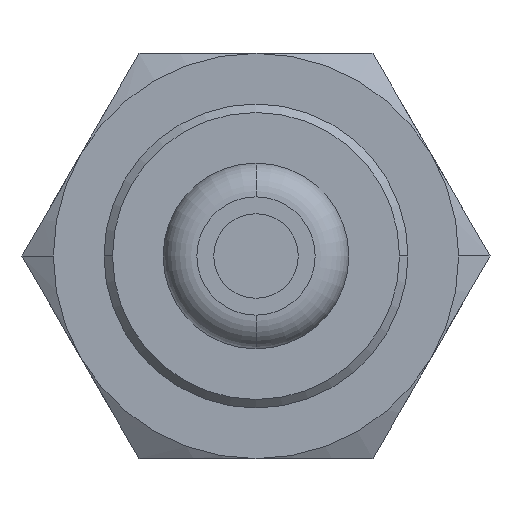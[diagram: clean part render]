
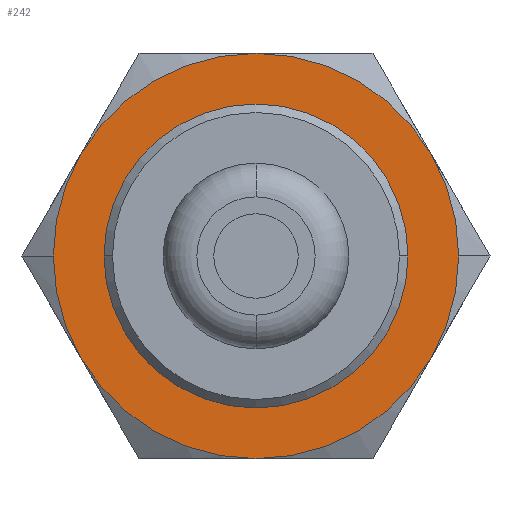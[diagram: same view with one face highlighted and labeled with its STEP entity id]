
A CAD part, front view. The second image highlights one B-rep face of the part: STEP entity #242.
In plain terms, the highlighted planar face has unit normal (0, -1, 0).
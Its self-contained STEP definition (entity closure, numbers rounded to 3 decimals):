
#242=ADVANCED_FACE('',(#428,#429),#430,.T.);
#428=FACE_OUTER_BOUND('',#653,.T.);
#429=FACE_BOUND('',#654,.T.);
#430=PLANE('',#655);
#653=EDGE_LOOP('',(#1259,#1260,#1261,#1262,#1263,#1264,#1265,#1266));
#654=EDGE_LOOP('',(#1267,#1268));
#655=AXIS2_PLACEMENT_3D('',#1269,#1270,#1271);
#1259=ORIENTED_EDGE('',*,*,#1698,.F.);
#1260=ORIENTED_EDGE('',*,*,#1684,.F.);
#1261=ORIENTED_EDGE('',*,*,#1687,.F.);
#1262=ORIENTED_EDGE('',*,*,#1689,.F.);
#1263=ORIENTED_EDGE('',*,*,#1682,.F.);
#1264=ORIENTED_EDGE('',*,*,#1693,.F.);
#1265=ORIENTED_EDGE('',*,*,#1696,.F.);
#1266=ORIENTED_EDGE('',*,*,#1678,.F.);
#1267=ORIENTED_EDGE('',*,*,#1718,.T.);
#1268=ORIENTED_EDGE('',*,*,#1662,.T.);
#1269=CARTESIAN_POINT('',(10.5,-15.0,0.0));
#1270=DIRECTION('',(0.0,-1.0,0.0));
#1271=DIRECTION('',(-1.0,0.0,0.0));
#1662=EDGE_CURVE('',#1985,#1982,#1986,.T.);
#1678=EDGE_CURVE('',#2012,#2015,#2016,.T.);
#1682=EDGE_CURVE('',#2021,#2019,#2023,.T.);
#1684=EDGE_CURVE('',#2025,#2027,#2028,.T.);
#1687=EDGE_CURVE('',#2031,#2025,#2033,.T.);
#1689=EDGE_CURVE('',#2019,#2031,#2035,.T.);
#1693=EDGE_CURVE('',#2039,#2021,#2041,.T.);
#1696=EDGE_CURVE('',#2015,#2039,#2045,.T.);
#1698=EDGE_CURVE('',#2027,#2012,#2047,.T.);
#1718=EDGE_CURVE('',#1982,#1985,#2075,.T.);
#1982=VERTEX_POINT('',#2437);
#1985=VERTEX_POINT('',#2441);
#1986=CIRCLE('',#2442,9.0);
#2012=VERTEX_POINT('',#2497);
#2015=VERTEX_POINT('',#2501);
#2016=CIRCLE('',#2502,12.0);
#2019=VERTEX_POINT('',#2516);
#2021=VERTEX_POINT('',#2519);
#2023=CIRCLE('',#2532,12.0);
#2025=VERTEX_POINT('',#2534);
#2027=VERTEX_POINT('',#2547);
#2028=CIRCLE('',#2548,12.0);
#2031=VERTEX_POINT('',#2562);
#2033=CIRCLE('',#2575,12.0);
#2035=CIRCLE('',#2588,12.0);
#2039=VERTEX_POINT('',#2614);
#2041=CIRCLE('',#2627,12.0);
#2045=CIRCLE('',#2653,12.0);
#2047=CIRCLE('',#2666,12.0);
#2075=CIRCLE('',#2804,9.0);
#2437=CARTESIAN_POINT('',(9.0,-15.0,0.0));
#2441=CARTESIAN_POINT('',(-9.0,-15.0,0.));
#2442=AXIS2_PLACEMENT_3D('',#3487,#3488,#3489);
#2497=CARTESIAN_POINT('',(12.0,-15.0,0.));
#2501=CARTESIAN_POINT('',(10.392,-15.0,-6.0));
#2502=AXIS2_PLACEMENT_3D('',#3513,#3514,#3515);
#2516=CARTESIAN_POINT('',(-12.0,-15.0,0.));
#2519=CARTESIAN_POINT('',(-10.392,-15.0,-6.0));
#2532=AXIS2_PLACEMENT_3D('',#3517,#3518,#3519);
#2534=CARTESIAN_POINT('',(0.,-15.0,12.0));
#2547=CARTESIAN_POINT('',(10.392,-15.0,6.0));
#2548=AXIS2_PLACEMENT_3D('',#3520,#3521,#3522);
#2562=CARTESIAN_POINT('',(-10.392,-15.0,6.0));
#2575=AXIS2_PLACEMENT_3D('',#3523,#3524,#3525);
#2588=AXIS2_PLACEMENT_3D('',#3526,#3527,#3528);
#2614=CARTESIAN_POINT('',(0.0,-15.0,-12.0));
#2627=AXIS2_PLACEMENT_3D('',#3529,#3530,#3531);
#2653=AXIS2_PLACEMENT_3D('',#3532,#3533,#3534);
#2666=AXIS2_PLACEMENT_3D('',#3535,#3536,#3537);
#2804=AXIS2_PLACEMENT_3D('',#3565,#3566,#3567);
#3487=CARTESIAN_POINT('',(0.0,-15.0,0.0));
#3488=DIRECTION('',(0.0,1.0,0.0));
#3489=DIRECTION('',(1.0,0.0,0.0));
#3513=CARTESIAN_POINT('',(0.0,-15.0,0.0));
#3514=DIRECTION('',(0.0,1.0,0.0));
#3515=DIRECTION('',(1.0,0.0,0.0));
#3517=CARTESIAN_POINT('',(0.0,-15.0,0.0));
#3518=DIRECTION('',(0.0,1.0,0.0));
#3519=DIRECTION('',(1.0,0.0,0.0));
#3520=CARTESIAN_POINT('',(0.0,-15.0,0.0));
#3521=DIRECTION('',(0.0,1.0,0.0));
#3522=DIRECTION('',(1.0,0.0,0.0));
#3523=CARTESIAN_POINT('',(0.0,-15.0,0.0));
#3524=DIRECTION('',(0.0,1.0,0.0));
#3525=DIRECTION('',(1.0,0.0,0.0));
#3526=CARTESIAN_POINT('',(0.0,-15.0,0.0));
#3527=DIRECTION('',(0.0,1.0,0.0));
#3528=DIRECTION('',(1.0,0.0,0.0));
#3529=CARTESIAN_POINT('',(0.0,-15.0,0.0));
#3530=DIRECTION('',(0.0,1.0,0.0));
#3531=DIRECTION('',(1.0,0.0,0.0));
#3532=CARTESIAN_POINT('',(0.0,-15.0,0.0));
#3533=DIRECTION('',(0.0,1.0,0.0));
#3534=DIRECTION('',(1.0,0.0,0.0));
#3535=CARTESIAN_POINT('',(0.0,-15.0,0.0));
#3536=DIRECTION('',(0.0,1.0,0.0));
#3537=DIRECTION('',(1.0,0.0,0.0));
#3565=CARTESIAN_POINT('',(0.0,-15.0,0.0));
#3566=DIRECTION('',(0.0,1.0,0.0));
#3567=DIRECTION('',(1.0,0.0,0.0));
